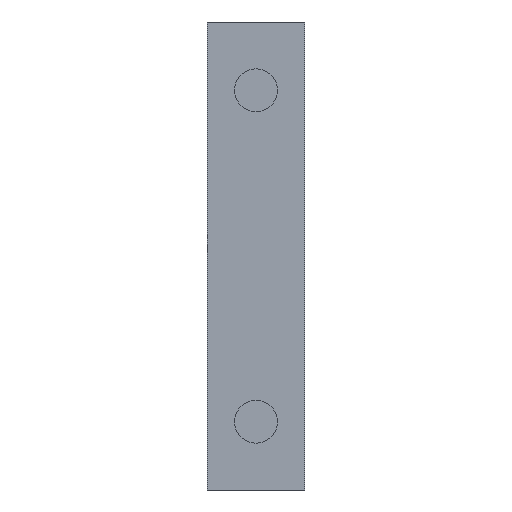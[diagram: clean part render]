
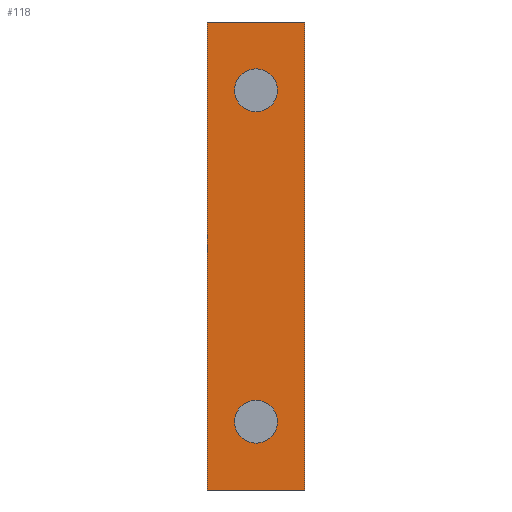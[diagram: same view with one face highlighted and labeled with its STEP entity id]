
A CAD part, front view. The second image highlights one B-rep face of the part: STEP entity #118.
In plain terms, the highlighted planar face has unit normal (0, -1, 0).
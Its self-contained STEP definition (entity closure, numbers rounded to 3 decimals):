
#118=ADVANCED_FACE('',(#210),#168,.F.);
#168=PLANE('',#847);
#210=FACE_OUTER_BOUND('',#260,.T.);
#260=EDGE_LOOP('',(#354,#355,#356,#357));
#354=ORIENTED_EDGE('',*,*,#605,.T.);
#355=ORIENTED_EDGE('',*,*,#610,.F.);
#356=ORIENTED_EDGE('',*,*,#590,.F.);
#357=ORIENTED_EDGE('',*,*,#608,.T.);
#522=VERTEX_POINT('',#1145);
#523=VERTEX_POINT('',#1147);
#535=VERTEX_POINT('',#1174);
#536=VERTEX_POINT('',#1176);
#590=EDGE_CURVE('',#522,#523,#684,.T.);
#605=EDGE_CURVE('',#536,#535,#697,.T.);
#608=EDGE_CURVE('',#522,#536,#700,.T.);
#610=EDGE_CURVE('',#523,#535,#702,.T.);
#684=LINE('',#1146,#768);
#697=LINE('',#1175,#781);
#700=LINE('',#1181,#784);
#702=LINE('',#1184,#786);
#768=VECTOR('',#923,1.);
#781=VECTOR('',#942,1.);
#784=VECTOR('',#947,1.);
#786=VECTOR('',#951,1.);
#847=AXIS2_PLACEMENT_3D('',#1185,#952,#953);
#923=DIRECTION('',(0.,0.,-1.));
#942=DIRECTION('',(0.,0.,-1.));
#947=DIRECTION('',(-1.,0.,0.));
#951=DIRECTION('',(-1.,0.,0.));
#952=DIRECTION('',(0.,1.,0.));
#953=DIRECTION('',(0.,0.,1.));
#1145=CARTESIAN_POINT('',(5.,0.,24.));
#1146=CARTESIAN_POINT('',(5.,0.,24.));
#1147=CARTESIAN_POINT('',(5.,0.,0.));
#1174=CARTESIAN_POINT('',(0.,0.,0.));
#1175=CARTESIAN_POINT('',(0.,0.,24.));
#1176=CARTESIAN_POINT('',(0.,0.,24.));
#1181=CARTESIAN_POINT('',(5.,0.,24.));
#1184=CARTESIAN_POINT('',(5.,0.,0.));
#1185=CARTESIAN_POINT('',(5.,0.,24.));
